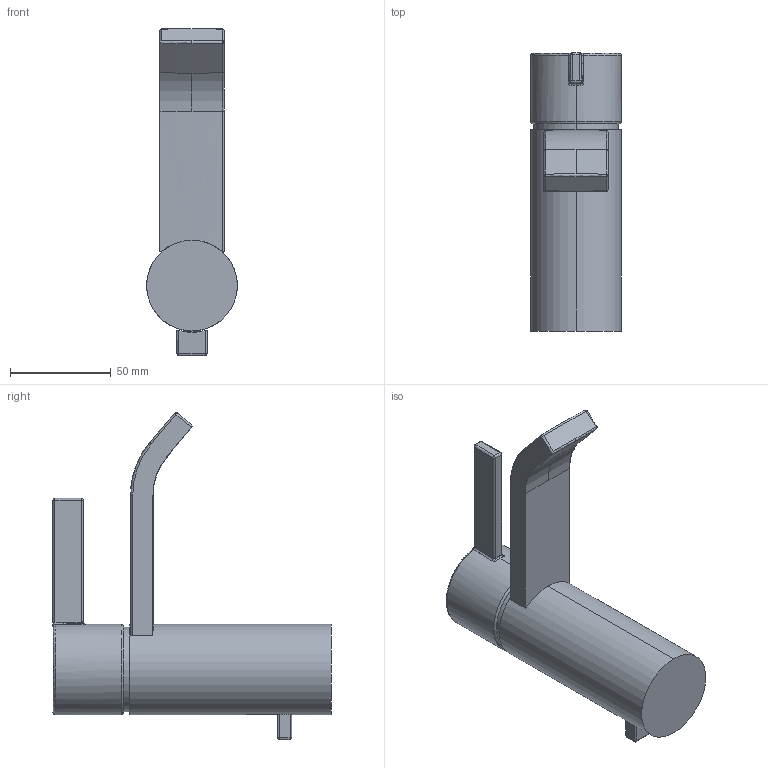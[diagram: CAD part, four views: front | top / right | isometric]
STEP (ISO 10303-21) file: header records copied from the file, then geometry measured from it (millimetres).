
FILE_DESCRIPTION (( 'STEP AP214' ), '1' );
FILE_NAME ('33500671ff_PM.STEP', '2023-11-20T10:05:16', ( '' ), ( '' ), 'SwSTEP 2.0', 'SolidWorks 2023', '' );
FILE_SCHEMA (( 'AUTOMOTIVE_DESIGN' ));
Length unit declared in the file: millimetre
Products named in the file (5): Planungsmodell_Koerper-+-09.30.01.162.94-01_-_K8_45x105; Planungsmodell_Knopf-+-09.20.67.002.94-01_-_K1; Planungsmodell_Hebel-+-09206701821_K1_45x35; Planungsmodell_Rohr-+-09.28.22.238.94-01_-_K12_32x125; 33500671ff_PM
Assembly tree (4 placements, depth 2):
  33500671ff_PM
    Planungsmodell_Koerper-+-09.30.01.162.94-01_-_K8_45x105
    Planungsmodell_Hebel-+-09206701821_K1_45x35
    Planungsmodell_Rohr-+-09.28.22.238.94-01_-_K12_32x125
    Planungsmodell_Knopf-+-09.20.67.002.94-01_-_K1
Bounding box: 45 x 138 x 162.32 mm (x, y, z)
Volume: 265618.6 mm3; surface area: 40320.7 mm2
Topology: 4 solids, 4 shells, 113 faces, 258 edges, 145 vertices
Faces by surface type: cylinder 42, plane 23, torus 17, sphere 16, bspline 15
Entity records: 4280 total; most frequent: CARTESIAN_POINT 1697, DIRECTION 549, ORIENTED_EDGE 498, EDGE_CURVE 249, AXIS2_PLACEMENT_3D 237, VERTEX_POINT 145, CIRCLE 132, EDGE_LOOP 114
